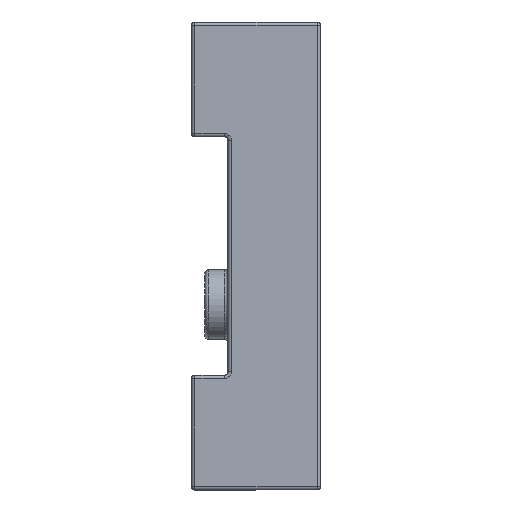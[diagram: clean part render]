
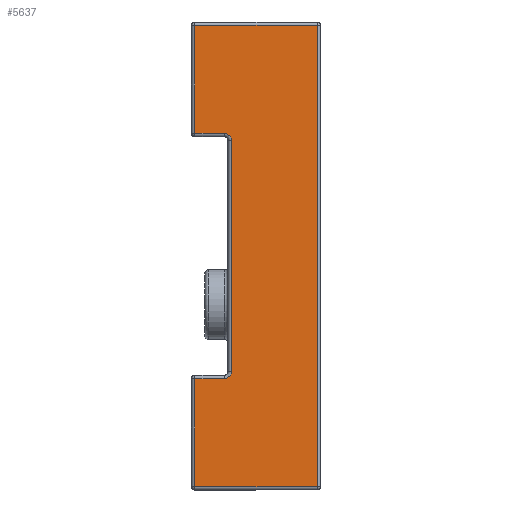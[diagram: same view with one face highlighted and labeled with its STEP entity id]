
A CAD part, left-side view. The second image highlights one B-rep face of the part: STEP entity #5637.
In plain terms, the highlighted planar face has unit normal (-1, 0, 0).
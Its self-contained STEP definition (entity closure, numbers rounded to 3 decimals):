
#43 = VECTOR ( 'NONE', #5688, 1000. ) ;
#49 = VERTEX_POINT ( 'NONE', #4454 ) ;
#96 = DIRECTION ( 'NONE',  ( 0., 0., -1. ) ) ;
#183 = ORIENTED_EDGE ( 'NONE', *, *, #8264, .T. ) ;
#250 = VECTOR ( 'NONE', #4411, 1000. ) ;
#337 = CARTESIAN_POINT ( 'NONE',  ( -10.15, 2.715, -2.645 ) ) ;
#398 = DIRECTION ( 'NONE',  ( 0., -1., 0. ) ) ;
#423 = DIRECTION ( 'NONE',  ( 0., 0., -1. ) ) ;
#437 = CARTESIAN_POINT ( 'NONE',  ( -10.15, 2.715, 2.645 ) ) ;
#638 = AXIS2_PLACEMENT_3D ( 'NONE', #7254, #4081, #96 ) ;
#777 = VERTEX_POINT ( 'NONE', #2188 ) ;
#1049 = CARTESIAN_POINT ( 'NONE',  ( -10.15, 0., 2.645 ) ) ;
#1161 = VERTEX_POINT ( 'NONE', #437 ) ;
#1301 = CARTESIAN_POINT ( 'NONE',  ( -10.15, 0.075, -4.975 ) ) ;
#1331 = ORIENTED_EDGE ( 'NONE', *, *, #8334, .T. ) ;
#1612 = ORIENTED_EDGE ( 'NONE', *, *, #8286, .T. ) ;
#1745 = CARTESIAN_POINT ( 'NONE',  ( -10.15, 1.925, -2.495 ) ) ;
#1750 = CARTESIAN_POINT ( 'NONE',  ( -10.15, 0., -2.645 ) ) ;
#1768 = DIRECTION ( 'NONE',  ( 0., -1., 0. ) ) ;
#1968 = VECTOR ( 'NONE', #398, 1000. ) ;
#2188 = CARTESIAN_POINT ( 'NONE',  ( -10.15, 2.715, -4.975 ) ) ;
#2407 = AXIS2_PLACEMENT_3D ( 'NONE', #3786, #8241, #4465 ) ;
#2462 = AXIS2_PLACEMENT_3D ( 'NONE', #8214, #4437, #423 ) ;
#2545 = VERTEX_POINT ( 'NONE', #337 ) ;
#2553 = VERTEX_POINT ( 'NONE', #5605 ) ;
#2884 = ORIENTED_EDGE ( 'NONE', *, *, #8311, .T. ) ;
#3324 = VERTEX_POINT ( 'NONE', #1745 ) ;
#3379 = LINE ( 'NONE', #5092, #43 ) ;
#3528 = EDGE_LOOP ( 'NONE', ( #183, #5852, #4575, #1612, #7226, #2884, #7652, #1331, #5504, #6098 ) ) ;
#3596 = LINE ( 'NONE', #1049, #1968 ) ;
#3733 = CARTESIAN_POINT ( 'NONE',  ( -10.15, 2.715, 0. ) ) ;
#3786 = CARTESIAN_POINT ( 'NONE',  ( -10.15, 2.075, -2.495 ) ) ;
#3861 = DIRECTION ( 'NONE',  ( 0., 0., 1. ) ) ;
#3977 = CARTESIAN_POINT ( 'NONE',  ( -10.15, 0.075, 4.975 ) ) ;
#4081 = DIRECTION ( 'NONE',  ( 1., 0., 0. ) ) ;
#4281 = CARTESIAN_POINT ( 'NONE',  ( -10.15, 1.925, 2.495 ) ) ;
#4336 = LINE ( 'NONE', #6440, #5820 ) ;
#4411 = DIRECTION ( 'NONE',  ( 0., 0., -1. ) ) ;
#4437 = DIRECTION ( 'NONE',  ( -1., 0., 0. ) ) ;
#4454 = CARTESIAN_POINT ( 'NONE',  ( -10.15, 2.075, -2.645 ) ) ;
#4465 = DIRECTION ( 'NONE',  ( 0., 0., -1. ) ) ;
#4545 = VECTOR ( 'NONE', #1768, 1000. ) ;
#4575 = ORIENTED_EDGE ( 'NONE', *, *, #8273, .F. ) ;
#4738 = LINE ( 'NONE', #7627, #7877 ) ;
#4822 = VERTEX_POINT ( 'NONE', #4281 ) ;
#4951 = VECTOR ( 'NONE', #5735, 1000. ) ;
#5092 = CARTESIAN_POINT ( 'NONE',  ( -10.15, 1.925, 0. ) ) ;
#5142 = CIRCLE ( 'NONE', #2407, 0.15 ) ;
#5188 = DIRECTION ( 'NONE',  ( 0., 1., 0. ) ) ;
#5365 = PLANE ( 'NONE',  #638 ) ;
#5410 = VERTEX_POINT ( 'NONE', #3977 ) ;
#5504 = ORIENTED_EDGE ( 'NONE', *, *, #8344, .T. ) ;
#5537 = LINE ( 'NONE', #3733, #250 ) ;
#5605 = CARTESIAN_POINT ( 'NONE',  ( -10.15, 2.075, 2.645 ) ) ;
#5637 = ADVANCED_FACE ( 'NONE', ( #6849 ), #5365, .F. ) ;
#5688 = DIRECTION ( 'NONE',  ( 0., 0., -1. ) ) ;
#5735 = DIRECTION ( 'NONE',  ( 0., 1., 0. ) ) ;
#5820 = VECTOR ( 'NONE', #5188, 1000. ) ;
#5852 = ORIENTED_EDGE ( 'NONE', *, *, #8272, .T. ) ;
#6016 = VECTOR ( 'NONE', #3861, 1000. ) ;
#6098 = ORIENTED_EDGE ( 'NONE', *, *, #8359, .T. ) ;
#6440 = CARTESIAN_POINT ( 'NONE',  ( -10.15, 0., 4.975 ) ) ;
#6601 = LINE ( 'NONE', #8289, #4545 ) ;
#6849 = FACE_OUTER_BOUND ( 'NONE', #3528, .T. ) ;
#6987 = CIRCLE ( 'NONE', #2462, 0.15 ) ;
#7001 = DIRECTION ( 'NONE',  ( 0., 0., -1. ) ) ;
#7226 = ORIENTED_EDGE ( 'NONE', *, *, #8296, .F. ) ;
#7254 = CARTESIAN_POINT ( 'NONE',  ( -10.15, 0., 0. ) ) ;
#7380 = VERTEX_POINT ( 'NONE', #1301 ) ;
#7627 = CARTESIAN_POINT ( 'NONE',  ( -10.15, 2.715, 0. ) ) ;
#7652 = ORIENTED_EDGE ( 'NONE', *, *, #8324, .T. ) ;
#7674 = CARTESIAN_POINT ( 'NONE',  ( -10.15, 0.075, 0. ) ) ;
#7685 = LINE ( 'NONE', #7674, #6016 ) ;
#7771 = CARTESIAN_POINT ( 'NONE',  ( -10.15, 2.715, 4.975 ) ) ;
#7877 = VECTOR ( 'NONE', #7001, 1000. ) ;
#7956 = VERTEX_POINT ( 'NONE', #7771 ) ;
#8214 = CARTESIAN_POINT ( 'NONE',  ( -10.15, 2.075, 2.495 ) ) ;
#8241 = DIRECTION ( 'NONE',  ( -1., 0., 0. ) ) ;
#8264 = EDGE_CURVE ( 'NONE', #7956, #1161, #5537, .T. ) ;
#8272 = EDGE_CURVE ( 'NONE', #1161, #2553, #3596, .T. ) ;
#8273 = EDGE_CURVE ( 'NONE', #4822, #2553, #6987, .T. ) ;
#8281 = LINE ( 'NONE', #1750, #4951 ) ;
#8286 = EDGE_CURVE ( 'NONE', #4822, #3324, #3379, .T. ) ;
#8289 = CARTESIAN_POINT ( 'NONE',  ( -10.15, 0., -4.975 ) ) ;
#8296 = EDGE_CURVE ( 'NONE', #49, #3324, #5142, .T. ) ;
#8311 = EDGE_CURVE ( 'NONE', #49, #2545, #8281, .T. ) ;
#8324 = EDGE_CURVE ( 'NONE', #2545, #777, #4738, .T. ) ;
#8334 = EDGE_CURVE ( 'NONE', #777, #7380, #6601, .T. ) ;
#8344 = EDGE_CURVE ( 'NONE', #7380, #5410, #7685, .T. ) ;
#8359 = EDGE_CURVE ( 'NONE', #5410, #7956, #4336, .T. ) ;
